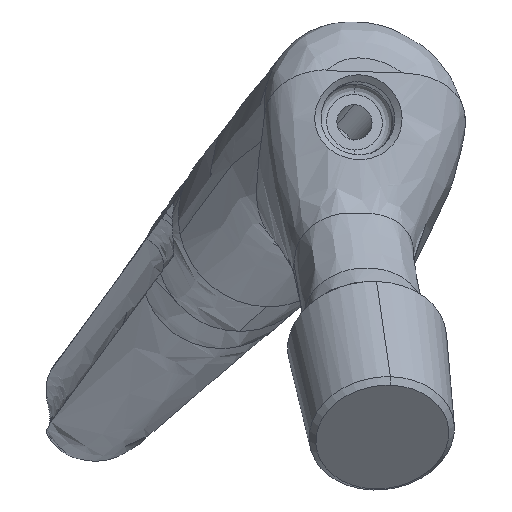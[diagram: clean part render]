
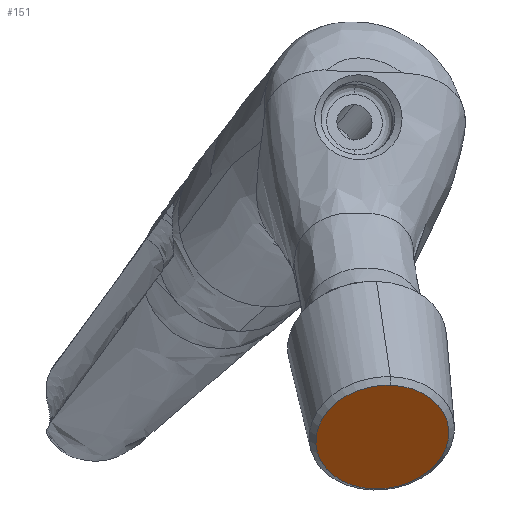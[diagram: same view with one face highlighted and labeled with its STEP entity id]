
A CAD part, left-side view. The second image highlights one B-rep face of the part: STEP entity #151.
In plain terms, the highlighted free-form (B-spline) face has degree [1, 1] with [2, 2] control points.
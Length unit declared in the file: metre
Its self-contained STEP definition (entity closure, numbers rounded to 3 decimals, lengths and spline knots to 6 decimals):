
#151=ADVANCED_FACE('0:1119',(#359),#360,.T.);
#253=EDGE_CURVE('0:1278',#520,#521,#522,.T.);
#273=EDGE_CURVE('0:1431',#521,#520,#552,.T.);
#359=FACE_OUTER_BOUND('',#1466,.T.);
#360=B_SPLINE_SURFACE_WITH_KNOTS('',1,1,((#1467,#1468),(#1469,#1470)),.UNSPECIFIED.,.F.,.F.,.F.,(2,2),(2,2),(0.005632,0.994368),(0.005632,0.994368),.UNSPECIFIED.);
#520=VERTEX_POINT('',#3482);
#521=VERTEX_POINT('',#3483);
#522=CIRCLE('',#3484,0.00572);
#552=CIRCLE('',#3549,0.00572);
#1466=EDGE_LOOP('',(#3855,#3856));
#1467=CARTESIAN_POINT('',(-0.067057,-0.018899,-0.011787));
#1468=CARTESIAN_POINT('',(-0.059958,-0.017548,-0.020664));
#1469=CARTESIAN_POINT('',(-0.06882,-0.007593,-0.011476));
#1470=CARTESIAN_POINT('',(-0.061721,-0.006242,-0.020353));
#3482=CARTESIAN_POINT('',(-0.060842,-0.011895,-0.020506));
#3483=CARTESIAN_POINT('',(-0.067936,-0.013246,-0.011634));
#3484=AXIS2_PLACEMENT_3D('',#3975,#3976,#3977);
#3549=AXIS2_PLACEMENT_3D('',#3999,#4000,#4001);
#3855=ORIENTED_EDGE('',*,*,#253,.F.);
#3856=ORIENTED_EDGE('',*,*,#273,.F.);
#3975=CARTESIAN_POINT('',(-0.064389,-0.012571,-0.01607));
#3976=DIRECTION('',(0.769,0.103,0.631));
#3977=DIRECTION('',(0.62,0.118,-0.776));
#3999=CARTESIAN_POINT('',(-0.064389,-0.012571,-0.01607));
#4000=DIRECTION('',(0.769,0.103,0.631));
#4001=DIRECTION('',(0.62,0.118,-0.776));
